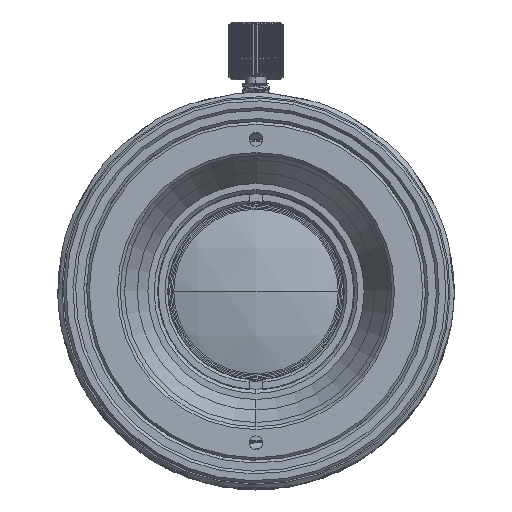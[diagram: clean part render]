
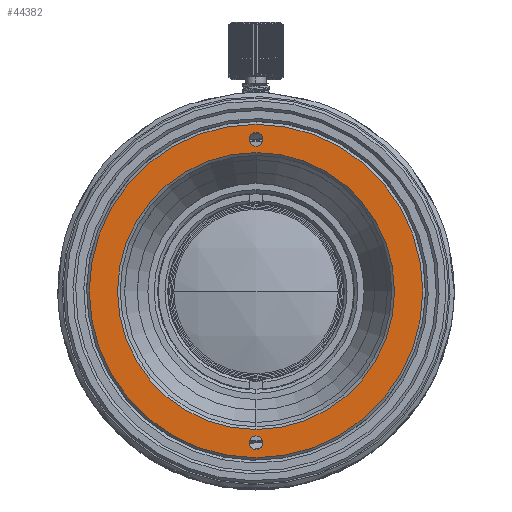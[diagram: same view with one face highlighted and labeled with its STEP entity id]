
A CAD part, top view. The second image highlights one B-rep face of the part: STEP entity #44382.
In plain terms, the highlighted planar face has unit normal (0, 0, 1).
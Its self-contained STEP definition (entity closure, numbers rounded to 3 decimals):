
#102 = PLANE ( 'NONE',  #70244 ) ;
#250 = DIRECTION ( 'NONE',  ( -1., 0., 0. ) ) ;
#351 = EDGE_LOOP ( 'NONE', ( #52360, #40251 ) ) ;
#506 = FACE_BOUND ( 'NONE', #351, .T. ) ;
#975 = DIRECTION ( 'NONE',  ( 0., 0., 1. ) ) ;
#3031 = CARTESIAN_POINT ( 'NONE',  ( 11.6, 0., 0. ) ) ;
#3924 = EDGE_LOOP ( 'NONE', ( #32804, #59321 ) ) ;
#4596 = VERTEX_POINT ( 'NONE', #54312 ) ;
#4858 = EDGE_CURVE ( 'NONE', #7741, #40912, #10565, .T. ) ;
#5017 = DIRECTION ( 'NONE',  ( 0., 0., -1. ) ) ;
#5020 = CIRCLE ( 'NONE', #68208, 12.2 ) ;
#5313 = CARTESIAN_POINT ( 'NONE',  ( 12.2, 0., 0. ) ) ;
#6040 = DIRECTION ( 'NONE',  ( 0., 0., -1. ) ) ;
#6144 = DIRECTION ( 'NONE',  ( 1., 0., 0. ) ) ;
#6688 = DIRECTION ( 'NONE',  ( -1., 0., 0. ) ) ;
#7741 = VERTEX_POINT ( 'NONE', #12529 ) ;
#9212 = EDGE_CURVE ( 'NONE', #11211, #19406, #5020, .T. ) ;
#10565 = CIRCLE ( 'NONE', #36955, 0.5 ) ;
#11211 = VERTEX_POINT ( 'NONE', #46217 ) ;
#12136 = DIRECTION ( 'NONE',  ( 0., 0., 1. ) ) ;
#12529 = CARTESIAN_POINT ( 'NONE',  ( -10.6, 0., 0. ) ) ;
#14031 = EDGE_CURVE ( 'NONE', #60537, #33367, #33157, .T. ) ;
#14480 = CIRCLE ( 'NONE', #22949, 0.5 ) ;
#15550 = DIRECTION ( 'NONE',  ( 1., 0., 0. ) ) ;
#17257 = CARTESIAN_POINT ( 'NONE',  ( 0., 9.93, 0. ) ) ;
#17497 = DIRECTION ( 'NONE',  ( -1., 0., 0. ) ) ;
#18766 = DIRECTION ( 'NONE',  ( -1., 0., 0. ) ) ;
#19025 = CARTESIAN_POINT ( 'NONE',  ( 11.1, 0., 0. ) ) ;
#19406 = VERTEX_POINT ( 'NONE', #5313 ) ;
#19612 = EDGE_LOOP ( 'NONE', ( #23184, #21360 ) ) ;
#21360 = ORIENTED_EDGE ( 'NONE', *, *, #48271, .T. ) ;
#22850 = AXIS2_PLACEMENT_3D ( 'NONE', #68619, #33673, #250 ) ;
#22949 = AXIS2_PLACEMENT_3D ( 'NONE', #57308, #46304, #52292 ) ;
#23114 = CARTESIAN_POINT ( 'NONE',  ( -11.1, 0., 0. ) ) ;
#23184 = ORIENTED_EDGE ( 'NONE', *, *, #38784, .T. ) ;
#24828 = ORIENTED_EDGE ( 'NONE', *, *, #67986, .T. ) ;
#26547 = DIRECTION ( 'NONE',  ( 0., 0., 1. ) ) ;
#27340 = CARTESIAN_POINT ( 'NONE',  ( -10.13, 0., 0. ) ) ;
#27954 = CARTESIAN_POINT ( 'NONE',  ( 0., 0., 0. ) ) ;
#30584 = AXIS2_PLACEMENT_3D ( 'NONE', #23114, #12136, #6144 ) ;
#32804 = ORIENTED_EDGE ( 'NONE', *, *, #9212, .T. ) ;
#33157 = CIRCLE ( 'NONE', #70350, 10.13 ) ;
#33367 = VERTEX_POINT ( 'NONE', #27340 ) ;
#33673 = DIRECTION ( 'NONE',  ( 0., 0., -1. ) ) ;
#33838 = CIRCLE ( 'NONE', #37002, 0.5 ) ;
#35139 = CARTESIAN_POINT ( 'NONE',  ( 0., 0., 0. ) ) ;
#35451 = CIRCLE ( 'NONE', #60374, 12.2 ) ;
#36033 = DIRECTION ( 'NONE',  ( 0., 0., -1. ) ) ;
#36955 = AXIS2_PLACEMENT_3D ( 'NONE', #61491, #26547, #15550 ) ;
#37002 = AXIS2_PLACEMENT_3D ( 'NONE', #19025, #36033, #18766 ) ;
#37066 = EDGE_CURVE ( 'NONE', #40912, #7741, #50960, .T. ) ;
#37709 = CIRCLE ( 'NONE', #22850, 10.13 ) ;
#38057 = FACE_BOUND ( 'NONE', #61230, .T. ) ;
#38784 = EDGE_CURVE ( 'NONE', #51739, #4596, #33838, .T. ) ;
#40251 = ORIENTED_EDGE ( 'NONE', *, *, #37066, .F. ) ;
#40912 = VERTEX_POINT ( 'NONE', #51523 ) ;
#44382 = ADVANCED_FACE ( 'NONE', ( #38057, #46026, #63029, #506 ), #102, .F. ) ;
#46026 = FACE_OUTER_BOUND ( 'NONE', #3924, .T. ) ;
#46217 = CARTESIAN_POINT ( 'NONE',  ( -12.2, 0., 0. ) ) ;
#46304 = DIRECTION ( 'NONE',  ( 0., 0., -1. ) ) ;
#48271 = EDGE_CURVE ( 'NONE', #4596, #51739, #14480, .T. ) ;
#48648 = DIRECTION ( 'NONE',  ( -1., 0., 0. ) ) ;
#50113 = CARTESIAN_POINT ( 'NONE',  ( 10.13, 0., 0. ) ) ;
#50960 = CIRCLE ( 'NONE', #30584, 0.5 ) ;
#51523 = CARTESIAN_POINT ( 'NONE',  ( -11.6, 0., 0. ) ) ;
#51739 = VERTEX_POINT ( 'NONE', #3031 ) ;
#52292 = DIRECTION ( 'NONE',  ( -1., 0., 0. ) ) ;
#52360 = ORIENTED_EDGE ( 'NONE', *, *, #4858, .F. ) ;
#54158 = DIRECTION ( 'NONE',  ( 0., 0., 1. ) ) ;
#54312 = CARTESIAN_POINT ( 'NONE',  ( 10.6, 0., 0. ) ) ;
#55698 = DIRECTION ( 'NONE',  ( -1., 0., 0. ) ) ;
#57308 = CARTESIAN_POINT ( 'NONE',  ( 11.1, 0., 0. ) ) ;
#59321 = ORIENTED_EDGE ( 'NONE', *, *, #72464, .T. ) ;
#59912 = CARTESIAN_POINT ( 'NONE',  ( 0., 0., 0. ) ) ;
#60374 = AXIS2_PLACEMENT_3D ( 'NONE', #35139, #975, #6688 ) ;
#60537 = VERTEX_POINT ( 'NONE', #50113 ) ;
#61230 = EDGE_LOOP ( 'NONE', ( #67315, #24828 ) ) ;
#61491 = CARTESIAN_POINT ( 'NONE',  ( -11.1, 0., 0. ) ) ;
#63029 = FACE_BOUND ( 'NONE', #19612, .T. ) ;
#67315 = ORIENTED_EDGE ( 'NONE', *, *, #14031, .T. ) ;
#67986 = EDGE_CURVE ( 'NONE', #33367, #60537, #37709, .T. ) ;
#68208 = AXIS2_PLACEMENT_3D ( 'NONE', #59912, #54158, #48648 ) ;
#68619 = CARTESIAN_POINT ( 'NONE',  ( 0., 0., 0. ) ) ;
#70244 = AXIS2_PLACEMENT_3D ( 'NONE', #17257, #6040, #17497 ) ;
#70350 = AXIS2_PLACEMENT_3D ( 'NONE', #27954, #5017, #55698 ) ;
#72464 = EDGE_CURVE ( 'NONE', #19406, #11211, #35451, .T. ) ;
